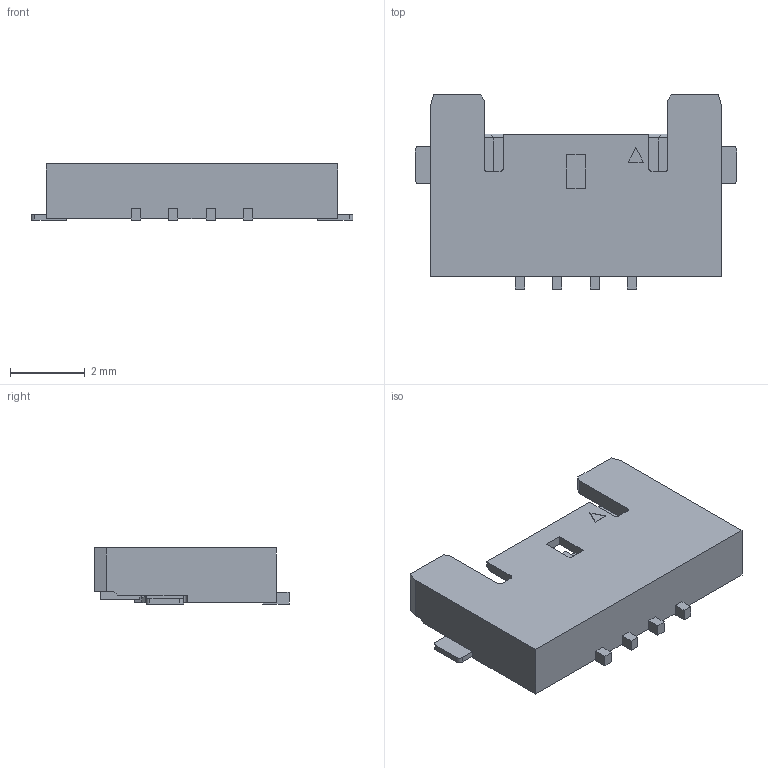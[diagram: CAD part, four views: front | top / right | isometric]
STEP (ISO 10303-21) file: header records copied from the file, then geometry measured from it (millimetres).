
FILE_DESCRIPTION((''),'2;1');
FILE_NAME('5037630491','2019-08-30T',('gga'),(''),'PRO/ENGINEER BY PARAMETRIC TECHNOLOGY CORPORATION, 2016010','PRO/ENGINEER BY PARAMETRIC TECHNOLOGY CORPORATION, 2016010','');
FILE_SCHEMA(('CONFIG_CONTROL_DESIGN'));
Length unit declared in the file: millimetre
Products named in the file (1): 5037630491
Bounding box: 8.6 x 5.19 x 1.5 mm (x, y, z)
Volume: 32.2 mm3; surface area: 171.8 mm2
Topology: 1 solids, 1 shells, 218 faces, 663 edges, 444 vertices
Faces by surface type: plane 196, cylinder 22
Entity records: 7312 total; most frequent: CARTESIAN_POINT 1302, ORIENTED_EDGE 1278, DIRECTION 1145, EDGE_CURVE 639, VECTOR 619, LINE 619, VERTEX_POINT 420, AXIS2_PLACEMENT_3D 263
